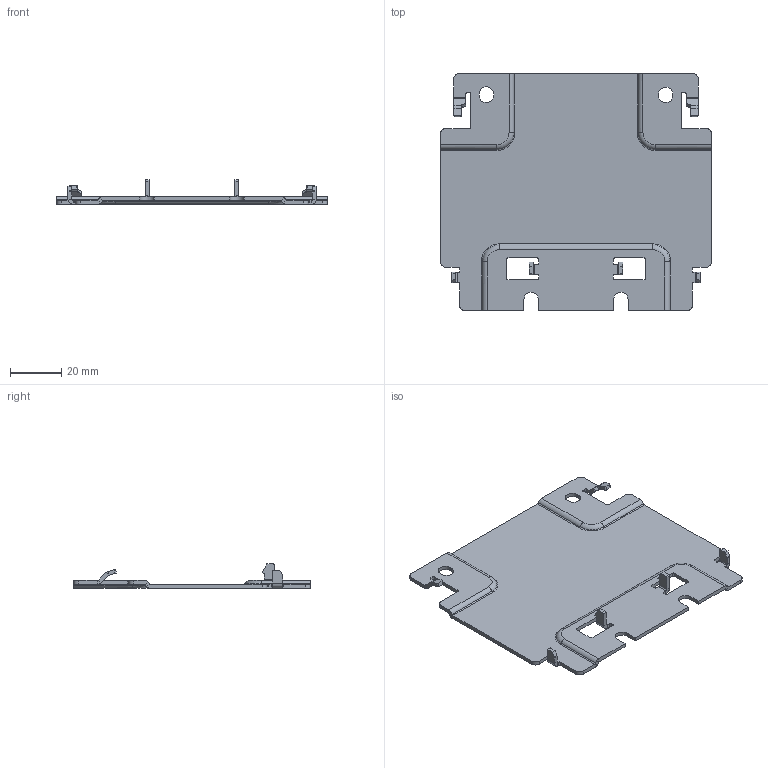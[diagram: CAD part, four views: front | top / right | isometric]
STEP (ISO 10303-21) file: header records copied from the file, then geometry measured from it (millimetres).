
FILE_DESCRIPTION((''),'2;1');
FILE_NAME('ASM0002_ASM','2020-11-30T10:08:49',('user'),('Schneider-Electric'),'CREO PARAMETRIC BY PTC INC, 2018300','CREO PARAMETRIC BY PTC INC, 2018300','');
FILE_SCHEMA(('CONFIG_CONTROL_DESIGN'));
Length unit declared in the file: millimetre
Products named in the file (1): ASM0002_ASM
Bounding box: 105.7 x 92.5 x 9.5 mm (x, y, z)
Volume: 13765.6 mm3; surface area: 19265 mm2
Topology: 1 solids, 1 shells, 244 faces, 646 edges, 404 vertices
Faces by surface type: plane 132, cylinder 96, torus 16
Entity records: 7584 total; most frequent: DIRECTION 1374, CARTESIAN_POINT 1294, ORIENTED_EDGE 1292, EDGE_CURVE 646, AXIS2_PLACEMENT_3D 484, VECTOR 406, LINE 406, VERTEX_POINT 404
